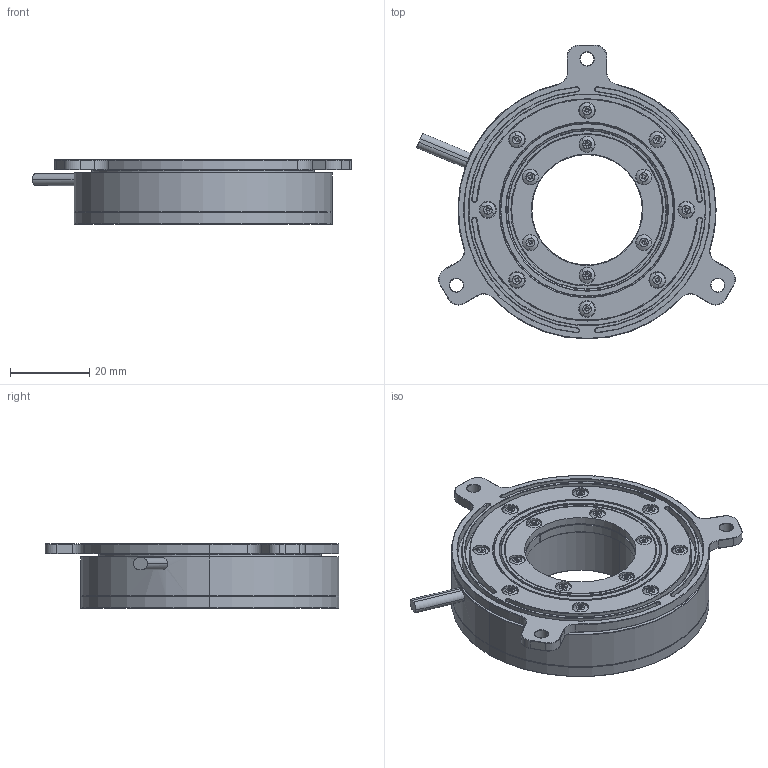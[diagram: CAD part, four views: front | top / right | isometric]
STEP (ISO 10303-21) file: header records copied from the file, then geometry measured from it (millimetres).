
FILE_DESCRIPTION (( 'STEP AP214' ), '1' );
FILE_NAME ('CAB65-20231212.STEP', '2024-01-05T06:36:37', ( '' ), ( '' ), 'SwSTEP 2.0', 'SolidWorks 2018', '' );
FILE_SCHEMA (( 'AUTOMOTIVE_DESIGN' ));
Length unit declared in the file: millimetre
Products named in the file (1): CAB65-20231212
Bounding box: 80.26 x 74 x 16.2 mm (x, y, z)
Volume: 41736.1 mm3; surface area: 21794 mm2
Topology: 4 solids, 10 shells, 1184 faces, 2736 edges, 1641 vertices
Faces by surface type: plane 534, cylinder 294, torus 264, cone 64, sphere 28
Entity records: 47106 total; most frequent: CARTESIAN_POINT 7199, DIRECTION 5902, ORIENTED_EDGE 5472, EDGE_CURVE 2736, AXIS2_PLACEMENT_3D 2464, VERTEX_POINT 1641, EDGE_LOOP 1311, CIRCLE 1279
